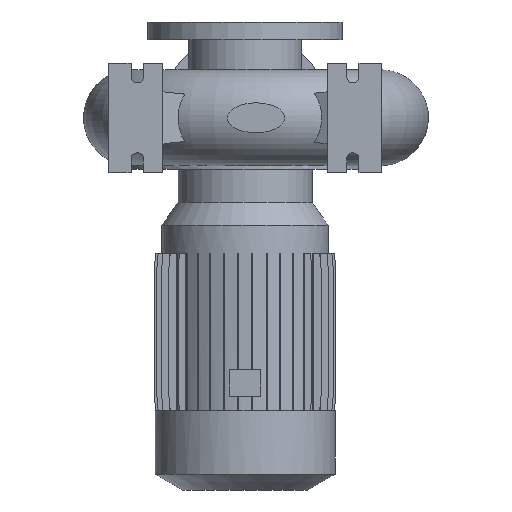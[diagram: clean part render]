
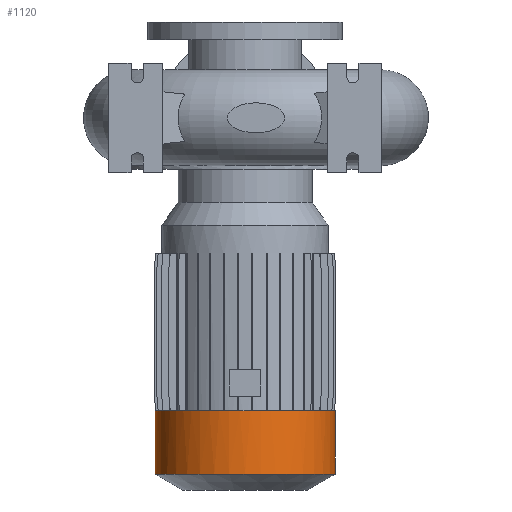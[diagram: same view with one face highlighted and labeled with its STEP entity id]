
A CAD part, front view. The second image highlights one B-rep face of the part: STEP entity #1120.
In plain terms, the highlighted cylindrical face has radius 131.5 mm (diameter 263 mm), a partial arc.
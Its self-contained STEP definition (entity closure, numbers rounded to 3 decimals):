
#452 = DIRECTION ( 'NONE',  ( 0., 0., 1. ) ) ;
#628 = FACE_OUTER_BOUND ( 'NONE', #6195, .T. ) ;
#1120 = ADVANCED_FACE ( 'NONE', ( #628 ), #14329, .T. ) ;
#1470 = AXIS2_PLACEMENT_3D ( 'NONE', #4491, #5714, #9138 ) ;
#1781 = LINE ( 'NONE', #13260, #6702 ) ;
#1824 = ORIENTED_EDGE ( 'NONE', *, *, #10898, .T. ) ;
#1966 = CIRCLE ( 'NONE', #1470, 131.5 ) ;
#2655 = VERTEX_POINT ( 'NONE', #12397 ) ;
#3439 = EDGE_CURVE ( 'NONE', #13306, #5904, #1781, .T. ) ;
#3504 = ORIENTED_EDGE ( 'NONE', *, *, #5423, .F. ) ;
#3974 = CARTESIAN_POINT ( 'NONE',  ( 131.5, 0., -428. ) ) ;
#4491 = CARTESIAN_POINT ( 'NONE',  ( 0., 0., -520.8 ) ) ;
#4761 = ORIENTED_EDGE ( 'NONE', *, *, #3439, .T. ) ;
#5087 = LINE ( 'NONE', #11932, #6246 ) ;
#5342 = CARTESIAN_POINT ( 'NONE',  ( 0., 0., 140. ) ) ;
#5423 = EDGE_CURVE ( 'NONE', #6871, #2655, #5087, .T. ) ;
#5714 = DIRECTION ( 'NONE',  ( 0., 0., 1. ) ) ;
#5904 = VERTEX_POINT ( 'NONE', #3974 ) ;
#5992 = AXIS2_PLACEMENT_3D ( 'NONE', #5342, #9905, #8618 ) ;
#6195 = EDGE_LOOP ( 'NONE', ( #3504, #1824, #4761, #11106 ) ) ;
#6246 = VECTOR ( 'NONE', #452, 1000. ) ;
#6702 = VECTOR ( 'NONE', #14487, 1000. ) ;
#6838 = AXIS2_PLACEMENT_3D ( 'NONE', #9816, #13076, #14150 ) ;
#6871 = VERTEX_POINT ( 'NONE', #12517 ) ;
#8618 = DIRECTION ( 'NONE',  ( 1., 0., 0. ) ) ;
#9138 = DIRECTION ( 'NONE',  ( 1., 0., 0. ) ) ;
#9373 = CARTESIAN_POINT ( 'NONE',  ( 131.5, 0., -520.8 ) ) ;
#9816 = CARTESIAN_POINT ( 'NONE',  ( 0., 0., -428. ) ) ;
#9905 = DIRECTION ( 'NONE',  ( 0., 0., 1. ) ) ;
#10898 = EDGE_CURVE ( 'NONE', #6871, #13306, #1966, .T. ) ;
#11106 = ORIENTED_EDGE ( 'NONE', *, *, #11855, .F. ) ;
#11682 = CIRCLE ( 'NONE', #6838, 131.5 ) ;
#11855 = EDGE_CURVE ( 'NONE', #2655, #5904, #11682, .T. ) ;
#11932 = CARTESIAN_POINT ( 'NONE',  ( -131.5, 0., 140. ) ) ;
#12397 = CARTESIAN_POINT ( 'NONE',  ( -131.5, 0., -428. ) ) ;
#12517 = CARTESIAN_POINT ( 'NONE',  ( -131.5, 0., -520.8 ) ) ;
#13076 = DIRECTION ( 'NONE',  ( 0., 0., 1. ) ) ;
#13260 = CARTESIAN_POINT ( 'NONE',  ( 131.5, 0., 140. ) ) ;
#13306 = VERTEX_POINT ( 'NONE', #9373 ) ;
#14150 = DIRECTION ( 'NONE',  ( 1., 0., 0. ) ) ;
#14329 = CYLINDRICAL_SURFACE ( 'NONE', #5992, 131.5 ) ;
#14487 = DIRECTION ( 'NONE',  ( 0., 0., 1. ) ) ;
